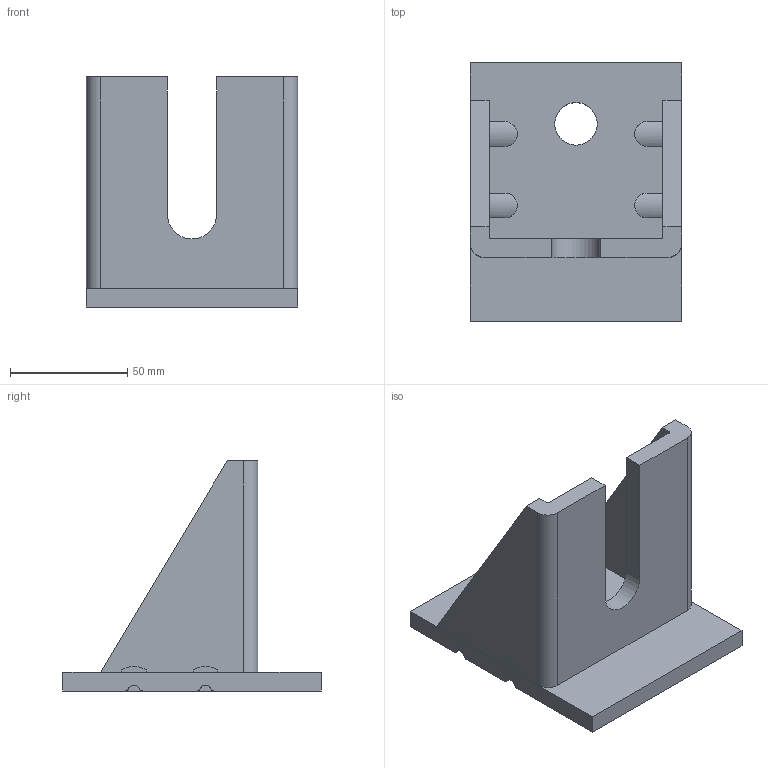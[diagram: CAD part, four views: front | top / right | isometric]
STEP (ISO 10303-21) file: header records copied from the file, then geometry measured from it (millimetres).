
FILE_DESCRIPTION (( 'STEP AP203' ), '1' );
FILE_NAME ('1.25.B05.STEP', '2019-05-28T08:24:58', ( '' ), ( '' ), 'SwSTEP 2.0', 'SolidWorks 2018', '' );
FILE_SCHEMA (( 'CONFIG_CONTROL_DESIGN' ));
Length unit declared in the file: millimetre
Products named in the file (1): 1.25.B05
Bounding box: 90 x 110 x 98 mm (x, y, z)
Volume: 175942.5 mm3; surface area: 53006.7 mm2
Topology: 2 solids, 2 shells, 64 faces, 180 edges, 120 vertices
Faces by surface type: cylinder 33, plane 31
Entity records: 2293 total; most frequent: CARTESIAN_POINT 539, ORIENTED_EDGE 360, DIRECTION 344, EDGE_CURVE 180, VERTEX_POINT 120, LINE 118, VECTOR 118, AXIS2_PLACEMENT_3D 113
